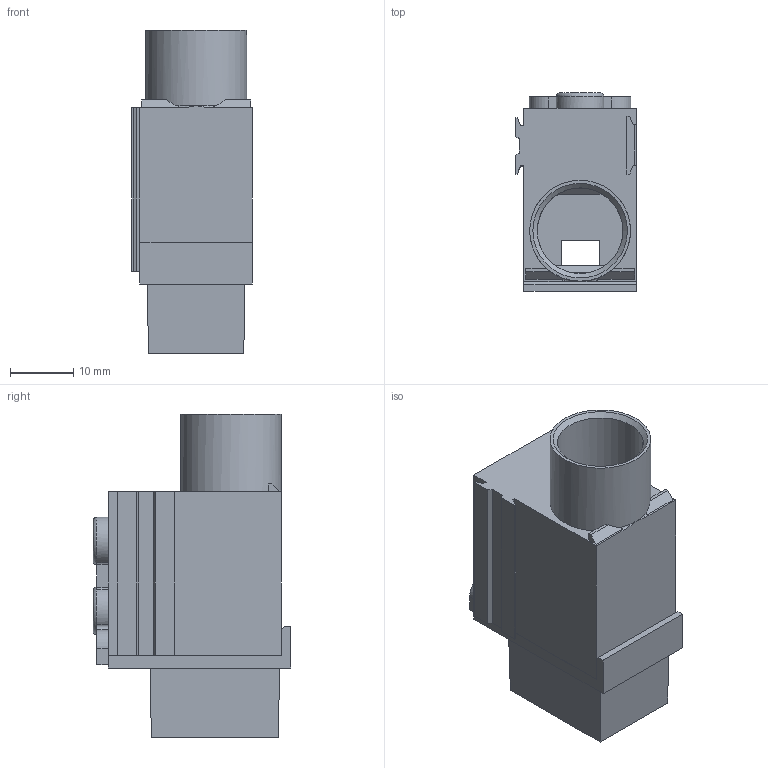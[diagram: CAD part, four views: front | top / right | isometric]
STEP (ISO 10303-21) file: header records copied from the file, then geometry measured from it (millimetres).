
FILE_DESCRIPTION(/* description */ ('1100 Series MCB Accessories,Dedicated Power Feed, To be used with UL489 Bus bars'),/* implementation_level */ '2;1');
FILE_NAME(/* name */ '1100-B2MDF.stp',/* time_stamp */ '2021-02-09T15:55:34+05:00',/* author */ ('Suhas'),/* organization */ (''),/* preprocessor_version */ 'ST-DEVELOPER v18.1',/* originating_system */ 'Autodesk Inventor 2021',/* authorisation */ '');
FILE_SCHEMA (('AUTOMOTIVE_DESIGN { 1 0 10303 214 3 1 1 }'));
Length unit declared in the file: millimetre
Products named in the file (1): 11C90019X01
Bounding box: 19.05 x 31.2 x 51 mm (x, y, z)
Volume: 12008.2 mm3; surface area: 7914.6 mm2
Topology: 1 solids, 5 shells, 113 faces, 290 edges, 190 vertices
Faces by surface type: plane 91, cylinder 17, torus 4, cone 1
Full cylindrical faces by diameter (mm): 5 x2, 6.4 x1, 6.5 x1, 13.5 x1, 15.9 x1
Entity records: 3569 total; most frequent: CARTESIAN_POINT 626, ORIENTED_EDGE 580, DIRECTION 575, EDGE_CURVE 290, LINE 225, VECTOR 225, VERTEX_POINT 190, AXIS2_PLACEMENT_3D 175
